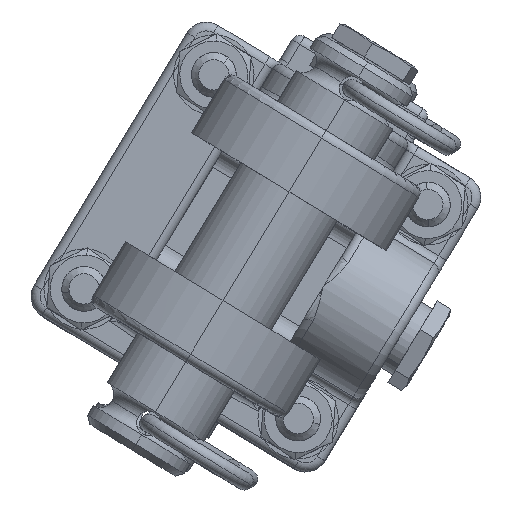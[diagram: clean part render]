
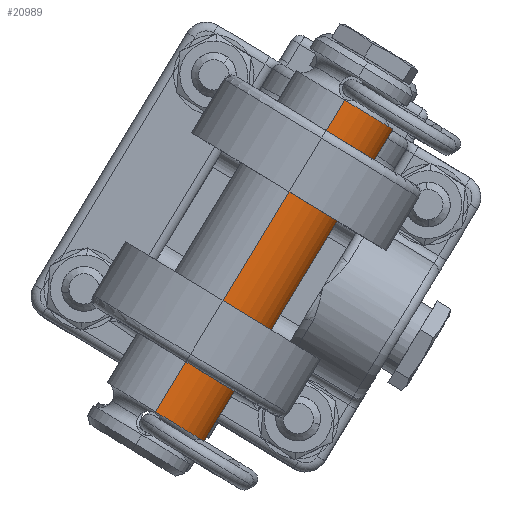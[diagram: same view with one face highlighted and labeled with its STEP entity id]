
A CAD part, top view. The second image highlights one B-rep face of the part: STEP entity #20989.
In plain terms, the highlighted cylindrical face has radius 12.65 mm (diameter 25.3 mm), a partial arc.
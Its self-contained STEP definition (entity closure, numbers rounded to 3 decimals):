
#149 = ORIENTED_EDGE ( 'NONE', *, *, #13922, .F. ) ;
#998 = CARTESIAN_POINT ( 'NONE',  ( 91.6, 12.65, 0. ) ) ;
#1285 = CARTESIAN_POINT ( 'NONE',  ( 10., -12.65, 0. ) ) ;
#1341 = ORIENTED_EDGE ( 'NONE', *, *, #4630, .T. ) ;
#1504 = VERTEX_POINT ( 'NONE', #6731 ) ;
#1683 = AXIS2_PLACEMENT_3D ( 'NONE', #21242, #19408, #4411 ) ;
#2823 = ORIENTED_EDGE ( 'NONE', *, *, #10833, .F. ) ;
#2878 = CARTESIAN_POINT ( 'NONE',  ( 10., -12.65, 0. ) ) ;
#3373 = VERTEX_POINT ( 'NONE', #2878 ) ;
#4411 = DIRECTION ( 'NONE',  ( 0., 1., 0. ) ) ;
#4630 = EDGE_CURVE ( 'NONE', #20493, #3373, #5487, .T. ) ;
#4840 = DIRECTION ( 'NONE',  ( 1., 0., 0. ) ) ;
#5487 = CIRCLE ( 'NONE', #6284, 12.65 ) ;
#5860 = LINE ( 'NONE', #1285, #12155 ) ;
#6284 = AXIS2_PLACEMENT_3D ( 'NONE', #20763, #17508, #7440 ) ;
#6731 = CARTESIAN_POINT ( 'NONE',  ( 91.6, -12.65, 0. ) ) ;
#7440 = DIRECTION ( 'NONE',  ( 0., 1., 0. ) ) ;
#8259 = CIRCLE ( 'NONE', #12183, 12.65 ) ;
#9840 = ORIENTED_EDGE ( 'NONE', *, *, #15285, .T. ) ;
#10368 = DIRECTION ( 'NONE',  ( 1., 0., 0. ) ) ;
#10833 = EDGE_CURVE ( 'NONE', #20493, #15923, #13864, .T. ) ;
#11606 = DIRECTION ( 'NONE',  ( 0., 1., 0. ) ) ;
#12155 = VECTOR ( 'NONE', #21458, 1000. ) ;
#12183 = AXIS2_PLACEMENT_3D ( 'NONE', #14905, #4840, #11606 ) ;
#13343 = VECTOR ( 'NONE', #10368, 1000. ) ;
#13864 = LINE ( 'NONE', #20369, #13343 ) ;
#13922 = EDGE_CURVE ( 'NONE', #15923, #1504, #8259, .T. ) ;
#14905 = CARTESIAN_POINT ( 'NONE',  ( 91.6, 0., 0. ) ) ;
#15285 = EDGE_CURVE ( 'NONE', #3373, #1504, #5860, .T. ) ;
#15318 = FACE_OUTER_BOUND ( 'NONE', #20885, .T. ) ;
#15923 = VERTEX_POINT ( 'NONE', #998 ) ;
#17400 = CYLINDRICAL_SURFACE ( 'NONE', #1683, 12.65 ) ;
#17508 = DIRECTION ( 'NONE',  ( 1., 0., 0. ) ) ;
#17669 = CARTESIAN_POINT ( 'NONE',  ( 10., 12.65, 0. ) ) ;
#19408 = DIRECTION ( 'NONE',  ( 1., 0., 0. ) ) ;
#20369 = CARTESIAN_POINT ( 'NONE',  ( 10., 12.65, 0. ) ) ;
#20493 = VERTEX_POINT ( 'NONE', #17669 ) ;
#20763 = CARTESIAN_POINT ( 'NONE',  ( 10., 0., 0. ) ) ;
#20885 = EDGE_LOOP ( 'NONE', ( #1341, #9840, #149, #2823 ) ) ;
#20989 = ADVANCED_FACE ( 'NONE', ( #15318 ), #17400, .T. ) ;
#21242 = CARTESIAN_POINT ( 'NONE',  ( 10., 0., 0. ) ) ;
#21458 = DIRECTION ( 'NONE',  ( 1., 0., 0. ) ) ;
